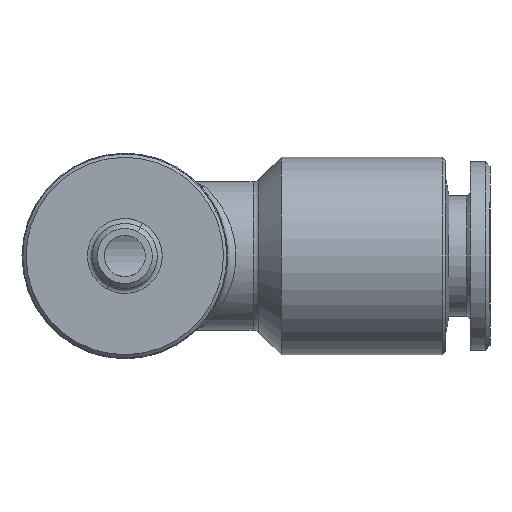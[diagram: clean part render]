
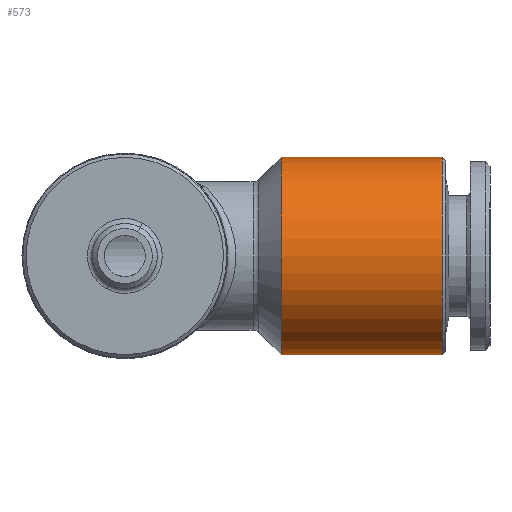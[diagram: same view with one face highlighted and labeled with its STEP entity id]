
A CAD part, front view. The second image highlights one B-rep face of the part: STEP entity #573.
In plain terms, the highlighted cylindrical face has radius 6 mm (diameter 12 mm), a partial arc.
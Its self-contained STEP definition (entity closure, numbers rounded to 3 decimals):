
#36 = VERTEX_POINT ( 'NONE', #807 ) ;
#80 = VERTEX_POINT ( 'NONE', #907 ) ;
#88 = VERTEX_POINT ( 'NONE', #957 ) ;
#89 = EDGE_CURVE ( 'NONE', #36, #88, #932, .T. ) ;
#103 = EDGE_CURVE ( 'NONE', #117, #80, #922, .T. ) ;
#117 = VERTEX_POINT ( 'NONE', #995 ) ;
#452 = EDGE_CURVE ( 'NONE', #88, #80, #1576, .T. ) ;
#573 = ADVANCED_FACE ( 'NONE', ( #1920 ), #1863, .T. ) ;
#574 = EDGE_LOOP ( 'NONE', ( #575, #576, #578, #579 ) ) ;
#575 = ORIENTED_EDGE ( 'NONE', *, *, #103, .F. ) ;
#576 = ORIENTED_EDGE ( 'NONE', *, *, #577, .T. ) ;
#577 = EDGE_CURVE ( 'NONE', #117, #36, #1858, .T. ) ;
#578 = ORIENTED_EDGE ( 'NONE', *, *, #89, .T. ) ;
#579 = ORIENTED_EDGE ( 'NONE', *, *, #452, .T. ) ;
#807 = CARTESIAN_POINT ( 'NONE',  ( 19.3, 0., 6. ) ) ;
#907 = CARTESIAN_POINT ( 'NONE',  ( 9.5, 0., -6. ) ) ;
#919 = DIRECTION ( 'NONE',  ( -1., 0., 0. ) ) ;
#920 = VECTOR ( 'NONE', #919, 1000. ) ;
#921 = CARTESIAN_POINT ( 'NONE',  ( -1.137, 0., -6. ) ) ;
#922 = LINE ( 'NONE', #921, #920 ) ;
#929 = DIRECTION ( 'NONE',  ( -1., 0., 0. ) ) ;
#930 = VECTOR ( 'NONE', #929, 1000. ) ;
#931 = CARTESIAN_POINT ( 'NONE',  ( -1.137, 0., 6. ) ) ;
#932 = LINE ( 'NONE', #931, #930 ) ;
#957 = CARTESIAN_POINT ( 'NONE',  ( 9.5, 0., 6. ) ) ;
#995 = CARTESIAN_POINT ( 'NONE',  ( 19.3, 0., -6. ) ) ;
#1572 = DIRECTION ( 'NONE',  ( 0., 0., -1. ) ) ;
#1573 = DIRECTION ( 'NONE',  ( 1., 0., 0. ) ) ;
#1574 = CARTESIAN_POINT ( 'NONE',  ( 9.5, 0., 0. ) ) ;
#1575 = AXIS2_PLACEMENT_3D ( 'NONE', #1574, #1573, #1572 ) ;
#1576 = CIRCLE ( 'NONE', #1575, 6. ) ;
#1854 = DIRECTION ( 'NONE',  ( 0., 0., 1. ) ) ;
#1855 = DIRECTION ( 'NONE',  ( -1., 0., 0. ) ) ;
#1856 = CARTESIAN_POINT ( 'NONE',  ( 19.3, 0., 0. ) ) ;
#1857 = AXIS2_PLACEMENT_3D ( 'NONE', #1856, #1855, #1854 ) ;
#1858 = CIRCLE ( 'NONE', #1857, 6. ) ;
#1859 = DIRECTION ( 'NONE',  ( 0., 0., 1. ) ) ;
#1860 = DIRECTION ( 'NONE',  ( -1., 0., 0. ) ) ;
#1861 = AXIS2_PLACEMENT_3D ( 'NONE', #1862, #1860, #1859 ) ;
#1862 = CARTESIAN_POINT ( 'NONE',  ( -1.137, 0., 0. ) ) ;
#1863 = CYLINDRICAL_SURFACE ( 'NONE', #1861, 6. ) ;
#1920 = FACE_OUTER_BOUND ( 'NONE', #574, .T. ) ;
